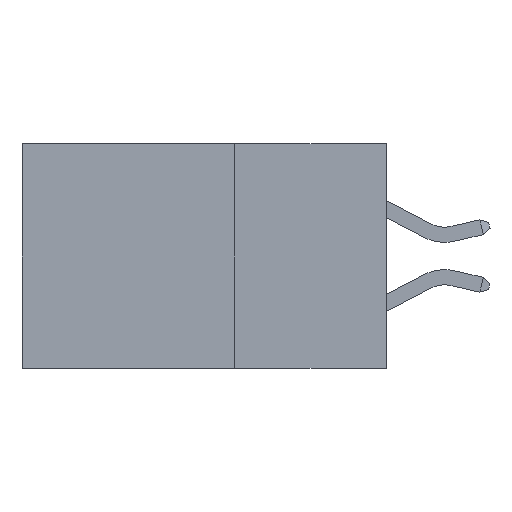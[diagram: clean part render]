
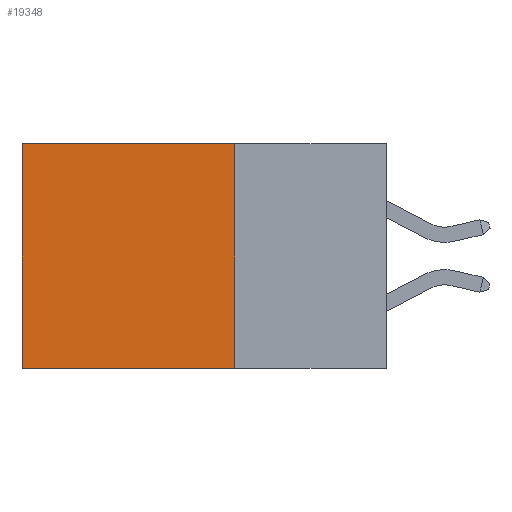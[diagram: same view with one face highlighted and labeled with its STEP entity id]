
A CAD part, left-side view. The second image highlights one B-rep face of the part: STEP entity #19348.
In plain terms, the highlighted planar face has unit normal (-1, 0, 0).
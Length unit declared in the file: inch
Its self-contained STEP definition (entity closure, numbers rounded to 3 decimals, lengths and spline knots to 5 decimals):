
#117 = ORIENTED_EDGE ( 'NONE', *, *, #15676, .F. ) ;
#468 = CARTESIAN_POINT ( 'NONE',  ( 0.2615, 0.25, -0.37 ) ) ;
#811 = DIRECTION ( 'NONE',  ( 1., 0., 0. ) ) ;
#967 = CARTESIAN_POINT ( 'NONE',  ( 0.2615, 0.25, -0.37 ) ) ;
#2474 = FACE_OUTER_BOUND ( 'NONE', #10871, .T. ) ;
#3087 = CARTESIAN_POINT ( 'NONE',  ( 0.2615, 0.6, -0.37 ) ) ;
#3240 = AXIS2_PLACEMENT_3D ( 'NONE', #468, #811, #22757 ) ;
#3480 = VERTEX_POINT ( 'NONE', #967 ) ;
#4107 = CARTESIAN_POINT ( 'NONE',  ( 0.2615, 0.25, -0.37 ) ) ;
#4623 = ORIENTED_EDGE ( 'NONE', *, *, #22700, .T. ) ;
#5203 = CARTESIAN_POINT ( 'NONE',  ( 0.2615, 0.25, -0.37 ) ) ;
#5868 = ORIENTED_EDGE ( 'NONE', *, *, #17004, .T. ) ;
#6613 = VECTOR ( 'NONE', #7655, 39.37008 ) ;
#7428 = VERTEX_POINT ( 'NONE', #3087 ) ;
#7614 = LINE ( 'NONE', #16264, #17092 ) ;
#7655 = DIRECTION ( 'NONE',  ( 0., 0., -1. ) ) ;
#10274 = ORIENTED_EDGE ( 'NONE', *, *, #11128, .F. ) ;
#10714 = LINE ( 'NONE', #18689, #6613 ) ;
#10871 = EDGE_LOOP ( 'NONE', ( #5868, #10274, #117, #4623 ) ) ;
#10872 = DIRECTION ( 'NONE',  ( 0., 1., 0. ) ) ;
#11128 = EDGE_CURVE ( 'NONE', #3480, #7428, #13250, .T. ) ;
#11620 = VECTOR ( 'NONE', #21938, 39.37008 ) ;
#11894 = CARTESIAN_POINT ( 'NONE',  ( 0.2615, 0.6, 0. ) ) ;
#12977 = VERTEX_POINT ( 'NONE', #14147 ) ;
#13250 = LINE ( 'NONE', #4107, #23082 ) ;
#14147 = CARTESIAN_POINT ( 'NONE',  ( 0.2615, 0.25, 0. ) ) ;
#14616 = LINE ( 'NONE', #5203, #11620 ) ;
#15676 = EDGE_CURVE ( 'NONE', #12977, #3480, #14616, .T. ) ;
#16264 = CARTESIAN_POINT ( 'NONE',  ( 0.2615, 0.25, 0. ) ) ;
#17004 = EDGE_CURVE ( 'NONE', #20279, #7428, #10714, .T. ) ;
#17092 = VECTOR ( 'NONE', #10872, 39.37008 ) ;
#18689 = CARTESIAN_POINT ( 'NONE',  ( 0.2615, 0.6, -0.37 ) ) ;
#19348 = ADVANCED_FACE ( 'NONE', ( #2474 ), #22643, .F. ) ;
#20279 = VERTEX_POINT ( 'NONE', #11894 ) ;
#21115 = DIRECTION ( 'NONE',  ( 0., 1., 0. ) ) ;
#21938 = DIRECTION ( 'NONE',  ( 0., 0., -1. ) ) ;
#22643 = PLANE ( 'NONE',  #3240 ) ;
#22700 = EDGE_CURVE ( 'NONE', #12977, #20279, #7614, .T. ) ;
#22757 = DIRECTION ( 'NONE',  ( 0., 0., -1. ) ) ;
#23082 = VECTOR ( 'NONE', #21115, 39.37008 ) ;
